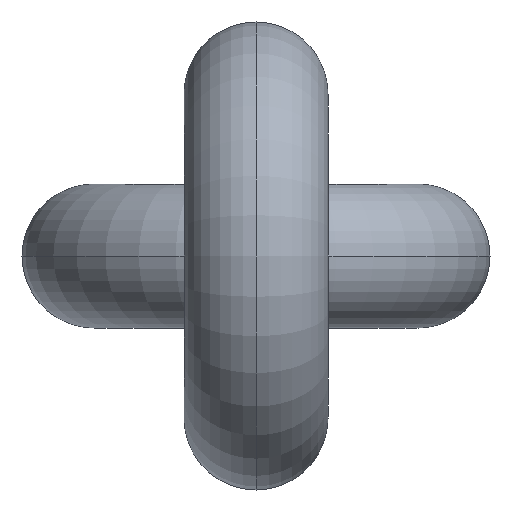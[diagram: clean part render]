
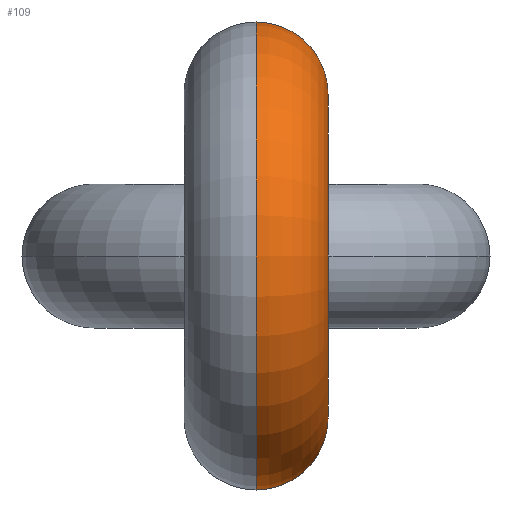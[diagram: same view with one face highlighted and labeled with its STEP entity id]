
A CAD part, front view. The second image highlights one B-rep face of the part: STEP entity #109.
In plain terms, the highlighted toroidal (fillet/blend) face has major radius 7.02 mm and minor radius 3.12 mm.
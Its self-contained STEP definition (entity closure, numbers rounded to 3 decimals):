
#2=CARTESIAN_POINT('',(0.,0.,0.));
#3=DIRECTION('',(1.,0.,0.));
#4=DIRECTION('',(0.,-1.,0.));
#5=AXIS2_PLACEMENT_3D('',#2,#3,#4);
#16=CARTESIAN_POINT('',(0.,-7.02,0.));
#17=DIRECTION('',(0.,0.,-1.));
#18=DIRECTION('',(0.,1.,0.));
#19=AXIS2_PLACEMENT_3D('',#16,#17,#18);
#31=CARTESIAN_POINT('',(0.,7.02,0.));
#32=DIRECTION('',(0.,0.,1.));
#33=DIRECTION('',(0.,-1.,0.));
#34=AXIS2_PLACEMENT_3D('',#31,#32,#33);
#49=CARTESIAN_POINT('',(0.,0.,0.));
#50=DIRECTION('',(1.,0.,0.));
#51=DIRECTION('',(0.,-1.,0.));
#52=AXIS2_PLACEMENT_3D('',#49,#50,#51);
#78=CARTESIAN_POINT('',(0.,-3.9,0.));
#79=CARTESIAN_POINT('',(0.,-10.14,0.));
#80=VERTEX_POINT('',#78);
#81=VERTEX_POINT('',#79);
#82=CARTESIAN_POINT('',(0.,3.9,0.));
#83=CARTESIAN_POINT('',(0.,10.14,0.));
#84=VERTEX_POINT('',#82);
#85=VERTEX_POINT('',#83);
#94=CARTESIAN_POINT('',(0.,0.,0.));
#95=DIRECTION('',(1.,0.,0.));
#96=DIRECTION('',(0.,1.,0.));
#97=AXIS2_PLACEMENT_3D('',#94,#95,#96);
#98=TOROIDAL_SURFACE('',#97,7.02,3.12);
#100=ORIENTED_EDGE('',*,*,#99,.F.);
#102=ORIENTED_EDGE('',*,*,#101,.T.);
#104=ORIENTED_EDGE('',*,*,#103,.T.);
#106=ORIENTED_EDGE('',*,*,#105,.F.);
#107=EDGE_LOOP('',(#100,#102,#104,#106));
#108=FACE_OUTER_BOUND('',#107,.F.);
#109=ADVANCED_FACE('',(#108),#98,.T.);
#6=CIRCLE('',#5,3.9);
#20=CIRCLE('',#19,3.12);
#35=CIRCLE('',#34,3.12);
#53=CIRCLE('',#52,10.14);
#99=EDGE_CURVE('',#80,#81,#20,.T.);
#101=EDGE_CURVE('',#80,#84,#6,.T.);
#103=EDGE_CURVE('',#84,#85,#35,.T.);
#105=EDGE_CURVE('',#81,#85,#53,.T.);
